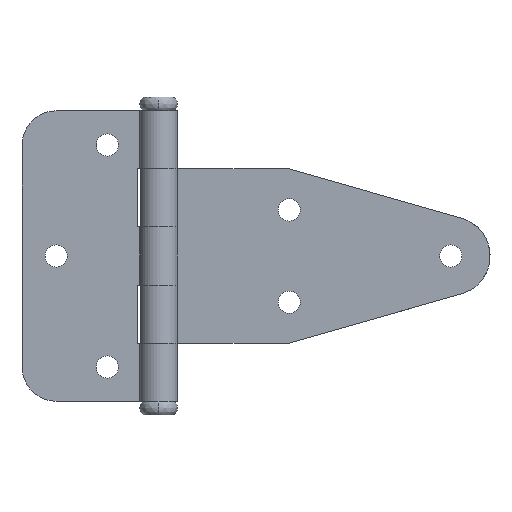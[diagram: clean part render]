
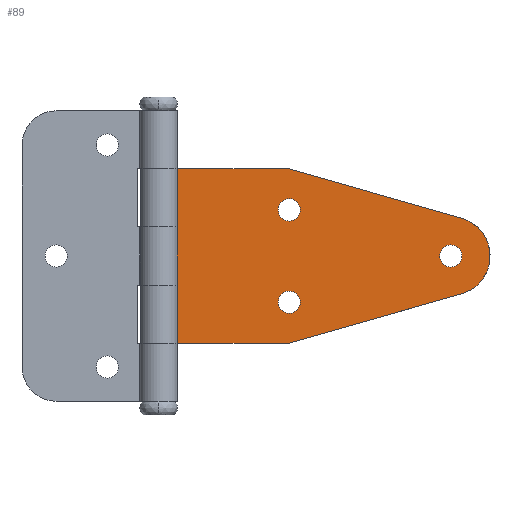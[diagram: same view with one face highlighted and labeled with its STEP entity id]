
A CAD part, top view. The second image highlights one B-rep face of the part: STEP entity #89.
In plain terms, the highlighted planar face has unit normal (0, 0, 1).
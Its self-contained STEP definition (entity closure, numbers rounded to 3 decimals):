
#35=FACE_BOUND('',#226,.T.);
#36=FACE_BOUND('',#227,.T.);
#37=FACE_BOUND('',#228,.T.);
#89=ADVANCED_FACE('',(#153,#35,#36,#37),#1111,.T.);
#153=FACE_OUTER_BOUND('',#225,.T.);
#225=EDGE_LOOP('',(#479,#480,#481,#482,#483,#484));
#226=EDGE_LOOP('',(#485,#486));
#227=EDGE_LOOP('',(#487,#488));
#228=EDGE_LOOP('',(#489,#490));
#479=ORIENTED_EDGE('',*,*,#710,.T.);
#480=ORIENTED_EDGE('',*,*,#689,.T.);
#481=ORIENTED_EDGE('',*,*,#687,.F.);
#482=ORIENTED_EDGE('',*,*,#684,.F.);
#483=ORIENTED_EDGE('',*,*,#686,.T.);
#484=ORIENTED_EDGE('',*,*,#690,.T.);
#485=ORIENTED_EDGE('',*,*,#707,.T.);
#486=ORIENTED_EDGE('',*,*,#719,.T.);
#487=ORIENTED_EDGE('',*,*,#712,.T.);
#488=ORIENTED_EDGE('',*,*,#722,.T.);
#489=ORIENTED_EDGE('',*,*,#715,.T.);
#490=ORIENTED_EDGE('',*,*,#725,.T.);
#684=EDGE_CURVE('',#1037,#1038,#744,.T.);
#686=EDGE_CURVE('',#1037,#1044,#945,.T.);
#687=EDGE_CURVE('',#1038,#1043,#946,.T.);
#689=EDGE_CURVE('',#1042,#1043,#947,.T.);
#690=EDGE_CURVE('',#1044,#1041,#948,.T.);
#707=EDGE_CURVE('',#1053,#1059,#816,.T.);
#710=EDGE_CURVE('',#1041,#1042,#959,.T.);
#712=EDGE_CURVE('',#1055,#1061,#818,.T.);
#715=EDGE_CURVE('',#1057,#1063,#820,.T.);
#719=EDGE_CURVE('',#1059,#1053,#822,.T.);
#722=EDGE_CURVE('',#1061,#1055,#824,.T.);
#725=EDGE_CURVE('',#1063,#1057,#826,.T.);
#744=(
BOUNDED_CURVE()
B_SPLINE_CURVE(1,(#2134,#2135),.UNSPECIFIED.,.F.,.F.)
B_SPLINE_CURVE_WITH_KNOTS((2,2),(0.,51.),.UNSPECIFIED.)
CURVE()
GEOMETRIC_REPRESENTATION_ITEM()
RATIONAL_B_SPLINE_CURVE((1.,1.))
REPRESENTATION_ITEM('')
);
#816=TRIMMED_CURVE($,#890,(#2194),(#2195),.T.,.CARTESIAN.);
#818=TRIMMED_CURVE($,#892,(#2240),(#2241),.T.,.CARTESIAN.);
#820=TRIMMED_CURVE($,#894,(#2248),(#2249),.T.,.CARTESIAN.);
#822=TRIMMED_CURVE($,#896,(#2258),(#2259),.T.,.CARTESIAN.);
#824=TRIMMED_CURVE($,#898,(#2266),(#2267),.T.,.CARTESIAN.);
#826=TRIMMED_CURVE($,#900,(#2274),(#2275),.T.,.CARTESIAN.);
#890=CIRCLE('',#1321,3.25);
#892=CIRCLE('',#1323,3.25);
#894=CIRCLE('',#1325,3.25);
#896=CIRCLE('',#1327,3.25);
#898=CIRCLE('',#1329,3.25);
#900=CIRCLE('',#1331,3.25);
#945=B_SPLINE_CURVE_WITH_KNOTS('',1,(#2139,#2140),.UNSPECIFIED.,.F.,.F.,
(2,2),(-13.202,25.03),.UNSPECIFIED.);
#946=B_SPLINE_CURVE_WITH_KNOTS('',1,(#2141,#2142),.UNSPECIFIED.,.F.,.F.,
(2,2),(-13.202,25.03),.UNSPECIFIED.);
#947=B_SPLINE_CURVE_WITH_KNOTS('',3,(#2145,#2146,#2147,#2148),
 .UNSPECIFIED.,.F.,.F.,(4,4),(0.,51.791),.UNSPECIFIED.);
#948=B_SPLINE_CURVE_WITH_KNOTS('',3,(#2149,#2150,#2151,#2152),
 .UNSPECIFIED.,.F.,.F.,(4,4),(0.,51.791),.UNSPECIFIED.);
#959=B_SPLINE_CURVE_WITH_KNOTS('',3,(#2201,#2202,#2203,#2204,#2205,#2206,
#2207,#2208,#2209,#2210,#2211,#2212,#2213,#2214,#2215,#2216,#2217,#2218,
#2219),.UNSPECIFIED.,.F.,.F.,(4,2,2,2,3,2,2,2,4),(0.,3.9,7.801,
11.701,15.601,19.501,23.402,27.302,
31.202),.UNSPECIFIED.);
#1037=VERTEX_POINT('',#2095);
#1038=VERTEX_POINT('',#2096);
#1041=VERTEX_POINT('',#2099);
#1042=VERTEX_POINT('',#2100);
#1043=VERTEX_POINT('',#2101);
#1044=VERTEX_POINT('',#2102);
#1053=VERTEX_POINT('',#2111);
#1055=VERTEX_POINT('',#2113);
#1057=VERTEX_POINT('',#2115);
#1059=VERTEX_POINT('',#2117);
#1061=VERTEX_POINT('',#2119);
#1063=VERTEX_POINT('',#2121);
#1111=PLANE('',#1300);
#1300=AXIS2_PLACEMENT_3D('',#2066,#1486,$);
#1321=AXIS2_PLACEMENT_3D($,#2193,#1513,#1514);
#1323=AXIS2_PLACEMENT_3D($,#2239,#1517,#1518);
#1325=AXIS2_PLACEMENT_3D($,#2247,#1521,#1522);
#1327=AXIS2_PLACEMENT_3D($,#2257,#1525,#1526);
#1329=AXIS2_PLACEMENT_3D($,#2265,#1529,#1530);
#1331=AXIS2_PLACEMENT_3D($,#2273,#1533,#1534);
#1486=DIRECTION('',(0.,0.,1.));
#1513=DIRECTION('',(0.,0.,-1.));
#1514=DIRECTION('',(1.,0.,0.));
#1517=DIRECTION('',(0.,0.,-1.));
#1518=DIRECTION('',(1.,0.,0.));
#1521=DIRECTION('',(0.,0.,-1.));
#1522=DIRECTION('',(1.,0.,0.));
#1525=DIRECTION('',(0.,0.,-1.));
#1526=DIRECTION('',(-1.,0.,0.));
#1529=DIRECTION('',(0.,0.,-1.));
#1530=DIRECTION('',(-1.,0.,0.));
#1533=DIRECTION('',(0.,0.,-1.));
#1534=DIRECTION('',(-1.,0.,0.));
#2066=CARTESIAN_POINT('',(33.368,-25.5,4.173));
#2095=CARTESIAN_POINT('',(33.368,-25.5,4.173));
#2096=CARTESIAN_POINT('',(33.368,25.5,4.173));
#2099=CARTESIAN_POINT('',(121.384,-11.221,4.173));
#2100=CARTESIAN_POINT('',(121.384,11.221,4.173));
#2101=CARTESIAN_POINT('',(71.6,25.5,4.173));
#2102=CARTESIAN_POINT('',(71.6,-25.5,4.173));
#2111=CARTESIAN_POINT('',(74.85,-13.5,4.173));
#2113=CARTESIAN_POINT('',(74.85,13.5,4.173));
#2115=CARTESIAN_POINT('',(122.118,0.,4.173));
#2117=CARTESIAN_POINT('',(68.35,-13.5,4.173));
#2119=CARTESIAN_POINT('',(68.35,13.5,4.173));
#2121=CARTESIAN_POINT('',(115.618,0.,4.173));
#2134=CARTESIAN_POINT('',(33.368,-25.5,4.173));
#2135=CARTESIAN_POINT('',(33.368,25.5,4.173));
#2139=CARTESIAN_POINT('',(33.368,-25.5,4.173));
#2140=CARTESIAN_POINT('',(71.6,-25.5,4.173));
#2141=CARTESIAN_POINT('',(33.368,25.5,4.173));
#2142=CARTESIAN_POINT('',(71.6,25.5,4.173));
#2145=CARTESIAN_POINT('',(121.384,11.221,4.173));
#2146=CARTESIAN_POINT('',(104.789,15.981,4.173));
#2147=CARTESIAN_POINT('',(88.194,20.74,4.173));
#2148=CARTESIAN_POINT('',(71.6,25.5,4.173));
#2149=CARTESIAN_POINT('',(71.6,-25.5,4.173));
#2150=CARTESIAN_POINT('',(88.194,-20.74,4.173));
#2151=CARTESIAN_POINT('',(104.789,-15.981,4.173));
#2152=CARTESIAN_POINT('',(121.384,-11.221,4.173));
#2193=CARTESIAN_POINT('',(71.6,-13.5,4.173));
#2194=CARTESIAN_POINT('',(74.85,-13.5,4.173));
#2195=CARTESIAN_POINT('',(68.35,-13.5,4.173));
#2201=CARTESIAN_POINT('',(121.384,-11.221,4.173));
#2202=CARTESIAN_POINT('',(122.649,-10.938,4.173));
#2203=CARTESIAN_POINT('',(123.858,-10.442,4.173));
#2204=CARTESIAN_POINT('',(126.058,-9.068,4.173));
#2205=CARTESIAN_POINT('',(127.034,-8.2,4.173));
#2206=CARTESIAN_POINT('',(128.656,-6.175,4.173));
#2207=CARTESIAN_POINT('',(129.289,-5.032,4.173));
#2208=CARTESIAN_POINT('',(130.148,-2.585,4.173));
#2209=CARTESIAN_POINT('',(130.368,-1.297,4.173));
#2210=CARTESIAN_POINT('',(130.368,0.,4.173));
#2211=CARTESIAN_POINT('',(130.368,1.297,4.173));
#2212=CARTESIAN_POINT('',(130.148,2.585,4.173));
#2213=CARTESIAN_POINT('',(129.289,5.032,4.173));
#2214=CARTESIAN_POINT('',(128.656,6.175,4.173));
#2215=CARTESIAN_POINT('',(127.034,8.2,4.173));
#2216=CARTESIAN_POINT('',(126.058,9.068,4.173));
#2217=CARTESIAN_POINT('',(123.858,10.442,4.173));
#2218=CARTESIAN_POINT('',(122.649,10.938,4.173));
#2219=CARTESIAN_POINT('',(121.384,11.221,4.173));
#2239=CARTESIAN_POINT('',(71.6,13.5,4.173));
#2240=CARTESIAN_POINT('',(74.85,13.5,4.173));
#2241=CARTESIAN_POINT('',(68.35,13.5,4.173));
#2247=CARTESIAN_POINT('',(118.868,0.,4.173));
#2248=CARTESIAN_POINT('',(122.118,0.,4.173));
#2249=CARTESIAN_POINT('',(115.618,0.,4.173));
#2257=CARTESIAN_POINT('',(71.6,-13.5,4.173));
#2258=CARTESIAN_POINT('',(68.35,-13.5,4.173));
#2259=CARTESIAN_POINT('',(74.85,-13.5,4.173));
#2265=CARTESIAN_POINT('',(71.6,13.5,4.173));
#2266=CARTESIAN_POINT('',(68.35,13.5,4.173));
#2267=CARTESIAN_POINT('',(74.85,13.5,4.173));
#2273=CARTESIAN_POINT('',(118.868,0.,4.173));
#2274=CARTESIAN_POINT('',(115.618,0.,4.173));
#2275=CARTESIAN_POINT('',(122.118,0.,4.173));
